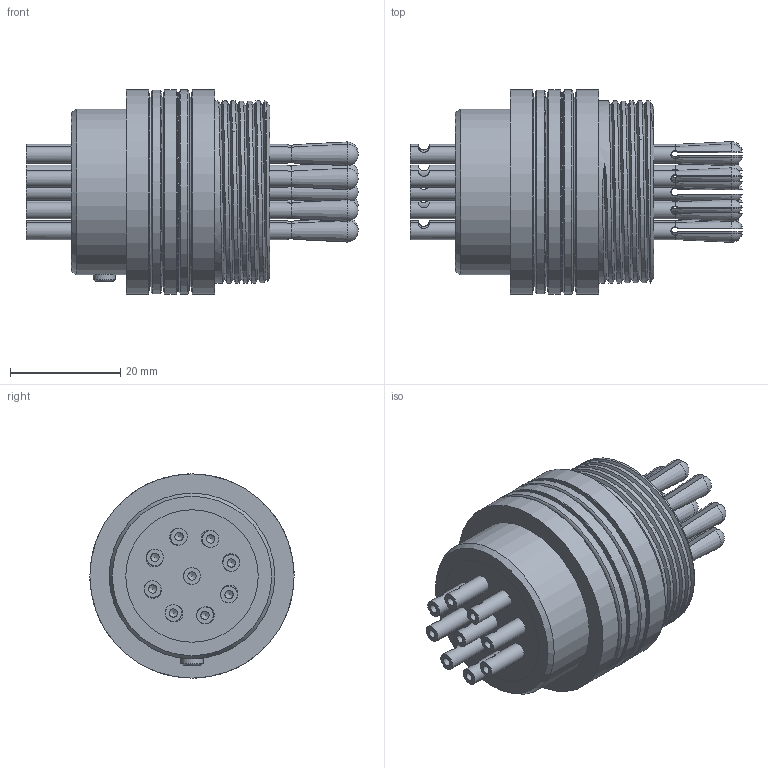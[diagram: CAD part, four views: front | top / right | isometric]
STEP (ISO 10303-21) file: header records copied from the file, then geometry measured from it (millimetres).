
FILE_DESCRIPTION(('FreeCAD Model'),'2;1');
FILE_NAME('Open CASCADE Shape Model','2025-05-03T07:23:51',('FreeCAD'),( 'FreeCAD'),'Open CASCADE STEP processor 7.6','FreeCAD','Unknown');
FILE_SCHEMA(('AUTOMOTIVE_DESIGN { 1 0 10303 214 1 1 1 1 }'));
Length unit declared in the file: millimetre
Products named in the file (1): Open CASCADE STEP translator 7.6 1
Bounding box: 60.11 x 37 x 37 mm (x, y, z)
Volume: 34570.8 mm3; surface area: 29642.3 mm2
Topology: 21 solids, 21 shells, 303 faces, 702 edges, 462 vertices
Faces by surface type: cylinder 115, plane 93, cone 53, sphere 26, torus 14, bspline 2
Full cylindrical faces by diameter (mm): 1.5 x13, 3 x27, 3.025 x13, 3.242 x1, 4 x11, 24 x5, 27 x3, 29.324 x1, 30 x1, 33 x1, 34.2 x4, 37 x5
Entity records: 16530 total; most frequent: CARTESIAN_POINT 9906, ORIENTED_EDGE 1370, DIRECTION 1250, EDGE_CURVE 685, AXIS2_PLACEMENT_3D 581, VERTEX_POINT 460, FACE_BOUND 429, EDGE_LOOP 429
